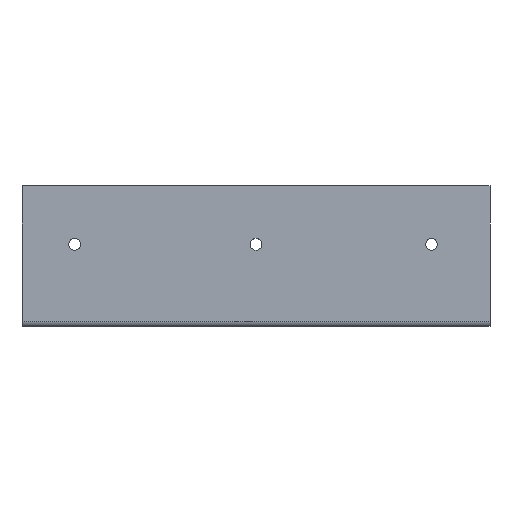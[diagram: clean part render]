
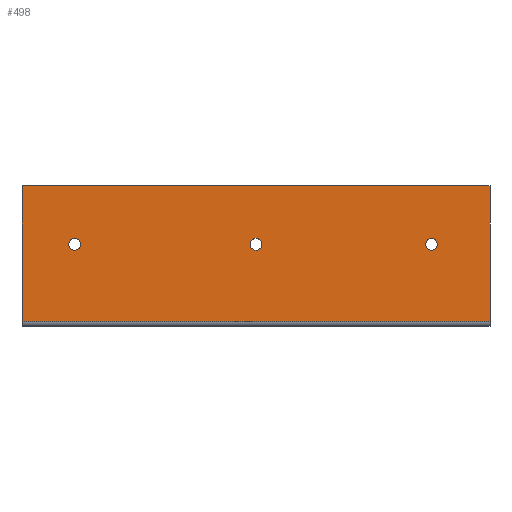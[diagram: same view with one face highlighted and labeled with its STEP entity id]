
A CAD part, front view. The second image highlights one B-rep face of the part: STEP entity #498.
In plain terms, the highlighted planar face has unit normal (0, -1, 0).
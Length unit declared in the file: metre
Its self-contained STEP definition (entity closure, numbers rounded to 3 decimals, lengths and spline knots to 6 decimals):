
#34=CIRCLE('',#552,0.005);
#36=CIRCLE('',#555,0.005);
#38=CIRCLE('',#558,0.005);
#146=ORIENTED_EDGE('',*,*,#221,.F.);
#147=ORIENTED_EDGE('',*,*,#223,.F.);
#148=ORIENTED_EDGE('',*,*,#225,.F.);
#149=ORIENTED_EDGE('',*,*,#230,.T.);
#150=ORIENTED_EDGE('',*,*,#228,.F.);
#151=ORIENTED_EDGE('',*,*,#217,.F.);
#152=ORIENTED_EDGE('',*,*,#220,.F.);
#217=EDGE_CURVE('',#265,#263,#303,.T.);
#220=EDGE_CURVE('',#267,#265,#306,.F.);
#221=EDGE_CURVE('',#268,#268,#34,.T.);
#223=EDGE_CURVE('',#270,#270,#36,.T.);
#225=EDGE_CURVE('',#272,#272,#38,.T.);
#228=EDGE_CURVE('',#263,#275,#308,.T.);
#230=EDGE_CURVE('',#267,#275,#310,.T.);
#263=VERTEX_POINT('',#803);
#265=VERTEX_POINT('',#807);
#267=VERTEX_POINT('',#813);
#268=VERTEX_POINT('',#817);
#270=VERTEX_POINT('',#822);
#272=VERTEX_POINT('',#827);
#275=VERTEX_POINT('',#834);
#303=LINE('',#808,#339);
#306=LINE('',#814,#342);
#308=LINE('',#833,#344);
#310=LINE('',#837,#346);
#339=VECTOR('',#666,1.);
#342=VECTOR('',#671,1.);
#344=VECTOR('',#693,1.);
#346=VECTOR('',#697,1.);
#390=EDGE_LOOP('',(#146));
#391=EDGE_LOOP('',(#147));
#392=EDGE_LOOP('',(#148));
#393=EDGE_LOOP('',(#149,#150,#151,#152));
#444=FACE_BOUND('',#390,.T.);
#445=FACE_BOUND('',#391,.T.);
#446=FACE_BOUND('',#392,.T.);
#447=FACE_BOUND('',#393,.T.);
#470=PLANE('',#561);
#498=ADVANCED_FACE('',(#444,#445,#446,#447),#470,.T.);
#552=AXIS2_PLACEMENT_3D('',#816,#674,#675);
#555=AXIS2_PLACEMENT_3D('',#821,#680,#681);
#558=AXIS2_PLACEMENT_3D('',#826,#686,#687);
#561=AXIS2_PLACEMENT_3D('',#836,#695,#696);
#666=DIRECTION('',(1.,0.,0.));
#671=DIRECTION('',(0.,0.,-1.));
#674=DIRECTION('',(0.,-1.,0.));
#675=DIRECTION('',(0.,0.,-1.));
#680=DIRECTION('',(0.,-1.,0.));
#681=DIRECTION('',(0.,0.,-1.));
#686=DIRECTION('',(0.,-1.,0.));
#687=DIRECTION('',(0.,0.,-1.));
#693=DIRECTION('',(0.,0.,-1.));
#695=DIRECTION('',(0.,-1.,0.));
#696=DIRECTION('',(0.,0.,-1.));
#697=DIRECTION('',(1.,0.,0.));
#803=CARTESIAN_POINT('',(0.4,-0.0025,0.12));
#807=CARTESIAN_POINT('',(0.,-0.0025,0.12));
#808=CARTESIAN_POINT('',(0.2,-0.0025,0.12));
#813=CARTESIAN_POINT('',(0.,-0.0025,0.004));
#814=CARTESIAN_POINT('',(0.,-0.0025,0.06125));
#816=CARTESIAN_POINT('',(0.045,-0.0025,0.07));
#817=CARTESIAN_POINT('',(0.045,-0.0025,0.065));
#821=CARTESIAN_POINT('',(0.35,-0.0025,0.07));
#822=CARTESIAN_POINT('',(0.35,-0.0025,0.065));
#826=CARTESIAN_POINT('',(0.2,-0.0025,0.07));
#827=CARTESIAN_POINT('',(0.2,-0.0025,0.065));
#833=CARTESIAN_POINT('',(0.4,-0.0025,0.06125));
#834=CARTESIAN_POINT('',(0.4,-0.0025,0.004));
#836=CARTESIAN_POINT('',(0.2,-0.0025,0.06125));
#837=CARTESIAN_POINT('',(0.2,-0.0025,0.004));
